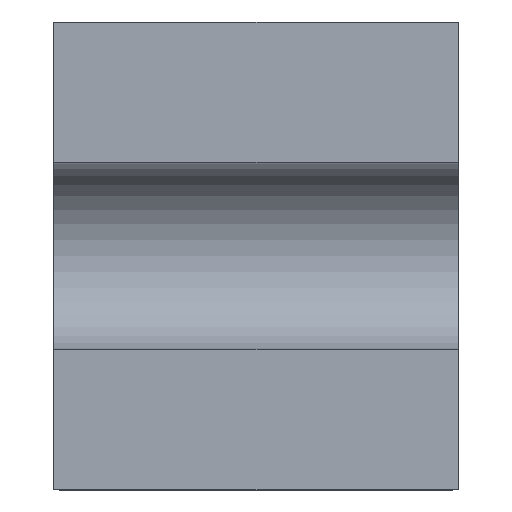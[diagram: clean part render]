
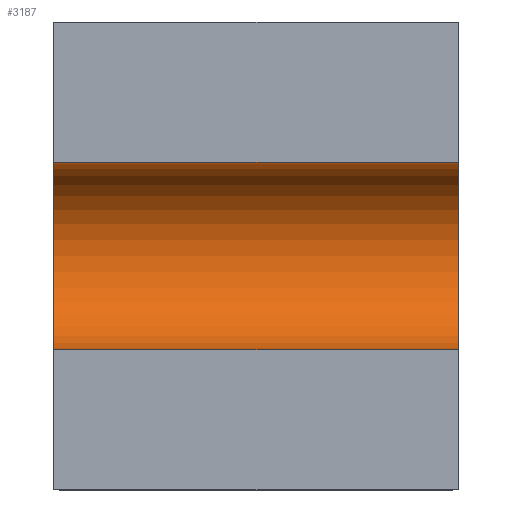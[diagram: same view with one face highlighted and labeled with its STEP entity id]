
A CAD part, left-side view. The second image highlights one B-rep face of the part: STEP entity #3187.
In plain terms, the highlighted cylindrical face has radius 0.5 mm (diameter 1 mm), a partial arc.
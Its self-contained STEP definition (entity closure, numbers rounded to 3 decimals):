
#18 = DIRECTION ( 'NONE',  ( 0., 0., 1. ) ) ;
#80 = LINE ( 'NONE', #315, #1789 ) ;
#304 = CARTESIAN_POINT ( 'NONE',  ( -3.09, 1.08, 0.5 ) ) ;
#315 = CARTESIAN_POINT ( 'NONE',  ( -3.09, 1.08, -0.5 ) ) ;
#339 = DIRECTION ( 'NONE',  ( 0., 0., -1. ) ) ;
#386 = CYLINDRICAL_SURFACE ( 'NONE', #1513, 0.5 ) ;
#394 = AXIS2_PLACEMENT_3D ( 'NONE', #3834, #1929, #18 ) ;
#641 = DIRECTION ( 'NONE',  ( 0., -1., 0. ) ) ;
#975 = DIRECTION ( 'NONE',  ( 0., -1., 0. ) ) ;
#1099 = ORIENTED_EDGE ( 'NONE', *, *, #3073, .F. ) ;
#1176 = LINE ( 'NONE', #304, #1276 ) ;
#1251 = ORIENTED_EDGE ( 'NONE', *, *, #1904, .F. ) ;
#1276 = VECTOR ( 'NONE', #641, 1000. ) ;
#1277 = VERTEX_POINT ( 'NONE', #2869 ) ;
#1316 = CARTESIAN_POINT ( 'NONE',  ( -3.1, 1.08, 0. ) ) ;
#1513 = AXIS2_PLACEMENT_3D ( 'NONE', #1316, #3530, #339 ) ;
#1569 = CIRCLE ( 'NONE', #1763, 0.5 ) ;
#1634 = ORIENTED_EDGE ( 'NONE', *, *, #4088, .T. ) ;
#1763 = AXIS2_PLACEMENT_3D ( 'NONE', #2871, #975, #3191 ) ;
#1778 = ORIENTED_EDGE ( 'NONE', *, *, #3514, .T. ) ;
#1789 = VECTOR ( 'NONE', #3453, 1000. ) ;
#1845 = VERTEX_POINT ( 'NONE', #2838 ) ;
#1904 = EDGE_CURVE ( 'NONE', #1845, #1277, #1569, .T. ) ;
#1929 = DIRECTION ( 'NONE',  ( 0., -1., 0. ) ) ;
#2182 = FACE_OUTER_BOUND ( 'NONE', #3283, .T. ) ;
#2254 = CARTESIAN_POINT ( 'NONE',  ( -3.09, -1.08, -0.5 ) ) ;
#2838 = CARTESIAN_POINT ( 'NONE',  ( -3.09, 1.08, -0.5 ) ) ;
#2869 = CARTESIAN_POINT ( 'NONE',  ( -3.09, 1.08, 0.5 ) ) ;
#2871 = CARTESIAN_POINT ( 'NONE',  ( -3.1, 1.08, 0. ) ) ;
#3073 = EDGE_CURVE ( 'NONE', #1277, #3933, #1176, .T. ) ;
#3187 = ADVANCED_FACE ( 'NONE', ( #2182 ), #386, .F. ) ;
#3191 = DIRECTION ( 'NONE',  ( 0., 0., 1. ) ) ;
#3219 = CIRCLE ( 'NONE', #394, 0.5 ) ;
#3283 = EDGE_LOOP ( 'NONE', ( #1634, #1099, #1251, #1778 ) ) ;
#3453 = DIRECTION ( 'NONE',  ( 0., -1., 0. ) ) ;
#3474 = CARTESIAN_POINT ( 'NONE',  ( -3.09, -1.08, 0.5 ) ) ;
#3514 = EDGE_CURVE ( 'NONE', #1845, #4130, #80, .T. ) ;
#3530 = DIRECTION ( 'NONE',  ( 0., -1., 0. ) ) ;
#3834 = CARTESIAN_POINT ( 'NONE',  ( -3.1, -1.08, 0. ) ) ;
#3933 = VERTEX_POINT ( 'NONE', #3474 ) ;
#4088 = EDGE_CURVE ( 'NONE', #4130, #3933, #3219, .T. ) ;
#4130 = VERTEX_POINT ( 'NONE', #2254 ) ;
